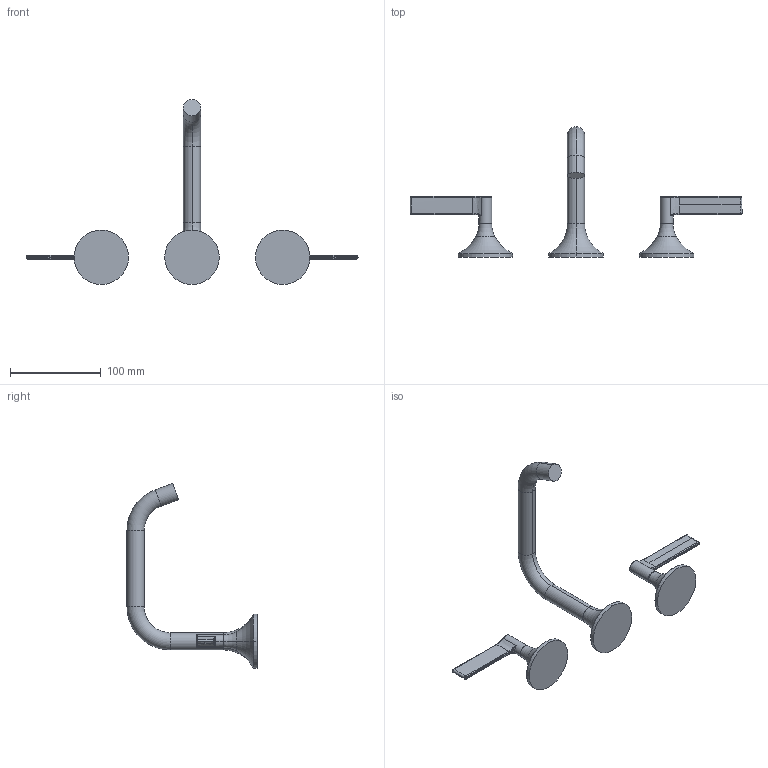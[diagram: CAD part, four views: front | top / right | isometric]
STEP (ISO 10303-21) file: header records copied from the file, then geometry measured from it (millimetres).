
FILE_DESCRIPTION (( 'STEP AP214' ), '1' );
FILE_NAME ('20705819.STEP', '2022-05-20T09:07:27', ( '' ), ( '' ), 'SwSTEP 2.0', 'SolidWorks 2020', '' );
FILE_SCHEMA (( 'AUTOMOTIVE_DESIGN' ));
Length unit declared in the file: millimetre
Products named in the file (5): Planungsmodell_Rohr-+-09.28.22.367.90-1; Planungsmodell_Rosette-+-09.27.80.010.90-01_K1_D60x37; Planungsmodell_Rosette-+-09.27.80.011.90-01_K1_D60x37 (Rohranschluss D19); 20705819; Planungsmodell_Griff-+-09.20.80.012-01_K1
Assembly tree (6 placements, depth 2):
  20705819
    Planungsmodell_Rosette-+-09.27.80.011.90-01_K1_D60x37 (Rohranschluss D19)
    Planungsmodell_Rosette-+-09.27.80.010.90-01_K1_D60x37  x2
    Planungsmodell_Rohr-+-09.28.22.367.90-1
    Planungsmodell_Griff-+-09.20.80.012-01_K1  x2
Bounding box: 366 x 143.5 x 203.93 mm (x, y, z)
Volume: 208599.6 mm3; surface area: 50744.9 mm2
Topology: 6 solids, 6 shells, 132 faces, 276 edges, 154 vertices
Faces by surface type: torus 40, cylinder 40, bspline 32, plane 18, sphere 2
Entity records: 2689 total; most frequent: CARTESIAN_POINT 967, DIRECTION 348, ORIENTED_EDGE 308, AXIS2_PLACEMENT_3D 160, EDGE_CURVE 154, CIRCLE 91, VERTEX_POINT 87, EDGE_LOOP 77
